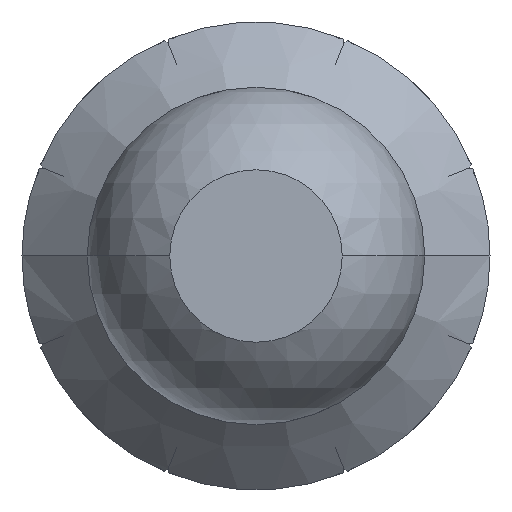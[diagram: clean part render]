
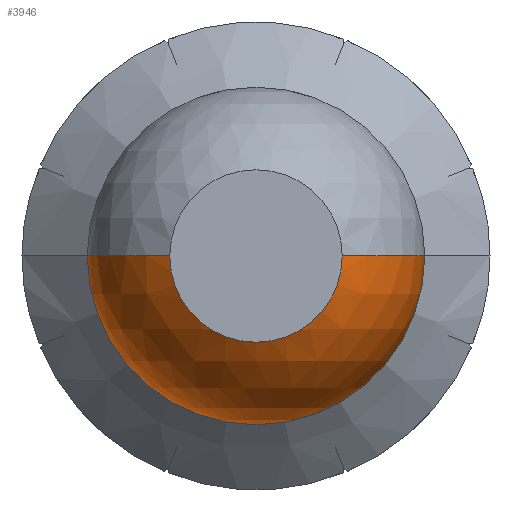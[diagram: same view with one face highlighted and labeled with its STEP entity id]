
A CAD part, front view. The second image highlights one B-rep face of the part: STEP entity #3946.
In plain terms, the highlighted spherical face has radius 0.685 mm.
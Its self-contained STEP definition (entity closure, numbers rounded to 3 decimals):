
#40 = AXIS2_PLACEMENT_3D ( 'NONE', #202, #1902, #4435 ) ;
#88 = CIRCLE ( 'NONE', #2140, 0.685 ) ;
#111 = DIRECTION ( 'NONE',  ( 0., -1., 0. ) ) ;
#130 = CARTESIAN_POINT ( 'NONE',  ( 0., -26.411, 0. ) ) ;
#202 = CARTESIAN_POINT ( 'NONE',  ( 0., -26.411, 0. ) ) ;
#292 = CIRCLE ( 'NONE', #40, 0.685 ) ;
#305 = EDGE_CURVE ( 'Defeature ausgef�hrt1_5+Defeature ausgef�hrt1_4+Defeature ausgef�hrt1_4+Defeature ausgef�hrt1_4', #4406, #422, #3678, .T. ) ;
#349 = DIRECTION ( 'NONE',  ( 1., 0., 0. ) ) ;
#422 = VERTEX_POINT ( 'NONE', #1802 ) ;
#484 = DIRECTION ( 'NONE',  ( 0., -1., 0. ) ) ;
#523 = CARTESIAN_POINT ( 'NONE',  ( 0., -26.411, 0. ) ) ;
#564 = DIRECTION ( 'NONE',  ( -1., 0., 0. ) ) ;
#712 = EDGE_CURVE ( 'NONE', #2064, #4406, #292, .T. ) ;
#717 = EDGE_CURVE ( 'NONE', #4358, #2464, #88, .T. ) ;
#724 = FACE_OUTER_BOUND ( 'NONE', #1938, .T. ) ;
#730 = CIRCLE ( 'NONE', #2031, 0.35 ) ;
#795 = CARTESIAN_POINT ( 'NONE',  ( 0., -27., 0. ) ) ;
#809 = ORIENTED_EDGE ( 'NONE', *, *, #712, .F. ) ;
#825 = DIRECTION ( 'NONE',  ( 0., 1., 0. ) ) ;
#835 = DIRECTION ( 'NONE',  ( 0., 0., -1. ) ) ;
#1036 = CARTESIAN_POINT ( 'NONE',  ( 0., -26.411, 0. ) ) ;
#1062 = DIRECTION ( 'NONE',  ( 0., 1., 0. ) ) ;
#1092 = CARTESIAN_POINT ( 'NONE',  ( -0.685, -26.411, 0. ) ) ;
#1411 = DIRECTION ( 'NONE',  ( 0., 0., -1. ) ) ;
#1553 = DIRECTION ( 'NONE',  ( 0., 0., -1. ) ) ;
#1638 = ORIENTED_EDGE ( 'NONE', *, *, #2362, .F. ) ;
#1642 = EDGE_CURVE ( 'Defeature ausgef�hrt1_32+Defeature ausgef�hrt1_4+Defeature ausgef�hrt1_4+Defeature ausgef�hrt1_4', #4358, #3472, #730, .T. ) ;
#1802 = CARTESIAN_POINT ( 'NONE',  ( 0., -26.411, -0.685 ) ) ;
#1902 = DIRECTION ( 'NONE',  ( 0., 0., 1. ) ) ;
#1938 = EDGE_LOOP ( 'NONE', ( #3312, #2982, #1638, #3820, #809, #4099 ) ) ;
#2031 = AXIS2_PLACEMENT_3D ( 'NONE', #2221, #484, #835 ) ;
#2032 = CARTESIAN_POINT ( 'NONE',  ( 0.35, -27., 0. ) ) ;
#2037 = CARTESIAN_POINT ( 'NONE',  ( 0.685, -26.411, 0. ) ) ;
#2063 = DIRECTION ( 'NONE',  ( 0., 0., 1. ) ) ;
#2064 = VERTEX_POINT ( 'NONE', #2032 ) ;
#2111 = AXIS2_PLACEMENT_3D ( 'NONE', #795, #111, #2159 ) ;
#2140 = AXIS2_PLACEMENT_3D ( 'NONE', #4418, #1553, #564 ) ;
#2159 = DIRECTION ( 'NONE',  ( 0., 0., -1. ) ) ;
#2221 = CARTESIAN_POINT ( 'NONE',  ( 0., -27., 0. ) ) ;
#2328 = AXIS2_PLACEMENT_3D ( 'NONE', #523, #1411, #349 ) ;
#2331 = CARTESIAN_POINT ( 'NONE',  ( -0.35, -27., 0. ) ) ;
#2362 = EDGE_CURVE ( 'Defeature ausgef�hrt1_5+Defeature ausgef�hrt1_4+Defeature ausgef�hrt1_4+Defeature ausgef�hrt1_4', #422, #2464, #3336, .T. ) ;
#2464 = VERTEX_POINT ( 'NONE', #1092 ) ;
#2572 = EDGE_CURVE ( 'Defeature ausgef�hrt1_32+Defeature ausgef�hrt1_4+Defeature ausgef�hrt1_4+Defeature ausgef�hrt1_4', #3472, #2064, #2654, .T. ) ;
#2654 = CIRCLE ( 'NONE', #2111, 0.35 ) ;
#2787 = CARTESIAN_POINT ( 'NONE',  ( 0., -27., -0.35 ) ) ;
#2982 = ORIENTED_EDGE ( 'NONE', *, *, #717, .T. ) ;
#3312 = ORIENTED_EDGE ( 'NONE', *, *, #1642, .F. ) ;
#3336 = CIRCLE ( 'NONE', #3391, 0.685 ) ;
#3391 = AXIS2_PLACEMENT_3D ( 'NONE', #130, #825, #3685 ) ;
#3472 = VERTEX_POINT ( 'NONE', #2787 ) ;
#3661 = SPHERICAL_SURFACE ( 'NONE', #2328, 0.685 ) ;
#3678 = CIRCLE ( 'NONE', #3875, 0.685 ) ;
#3685 = DIRECTION ( 'NONE',  ( 0., 0., 1. ) ) ;
#3820 = ORIENTED_EDGE ( 'NONE', *, *, #305, .F. ) ;
#3875 = AXIS2_PLACEMENT_3D ( 'NONE', #1036, #1062, #2063 ) ;
#3946 = ADVANCED_FACE ( 'Defeature ausgef�hrt1_4', ( #724 ), #3661, .T. ) ;
#4099 = ORIENTED_EDGE ( 'NONE', *, *, #2572, .F. ) ;
#4358 = VERTEX_POINT ( 'NONE', #2331 ) ;
#4406 = VERTEX_POINT ( 'NONE', #2037 ) ;
#4418 = CARTESIAN_POINT ( 'NONE',  ( 0., -26.411, 0. ) ) ;
#4435 = DIRECTION ( 'NONE',  ( 1., 0., 0. ) ) ;
